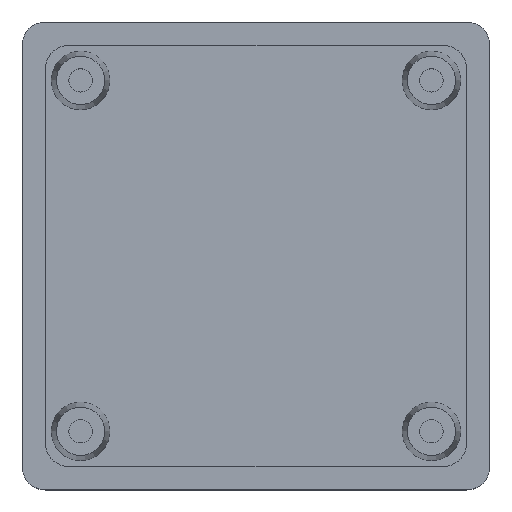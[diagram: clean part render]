
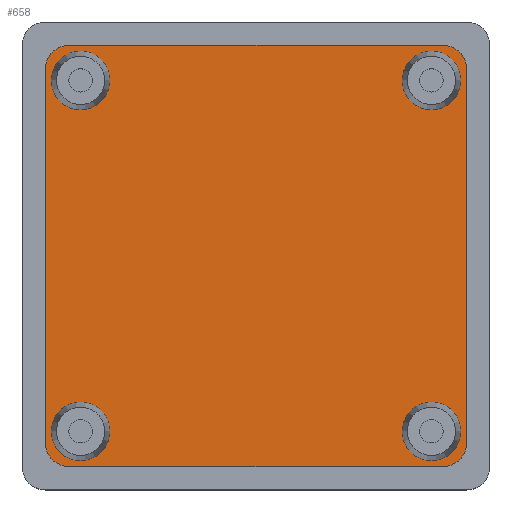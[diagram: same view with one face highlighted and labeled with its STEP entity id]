
A CAD part, top view. The second image highlights one B-rep face of the part: STEP entity #658.
In plain terms, the highlighted planar face has unit normal (0, 0, 1).
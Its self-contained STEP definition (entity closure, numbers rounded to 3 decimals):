
#19=FACE_BOUND('',#127,.T.);
#20=FACE_BOUND('',#128,.T.);
#21=FACE_BOUND('',#129,.T.);
#22=FACE_BOUND('',#130,.T.);
#28=PLANE('',#745);
#79=FACE_OUTER_BOUND('',#126,.T.);
#126=EDGE_LOOP('',(#506,#507,#508,#509,#510,#511,#512,#513));
#127=EDGE_LOOP('',(#514));
#128=EDGE_LOOP('',(#515));
#129=EDGE_LOOP('',(#516));
#130=EDGE_LOOP('',(#517));
#182=LINE('',#1104,#230);
#183=LINE('',#1108,#231);
#184=LINE('',#1112,#232);
#185=LINE('',#1116,#233);
#230=VECTOR('',#884,1000.);
#231=VECTOR('',#887,1000.);
#232=VECTOR('',#890,1000.);
#233=VECTOR('',#893,1000.);
#276=CIRCLE('',#729,2.5);
#279=CIRCLE('',#734,2.5);
#282=CIRCLE('',#739,2.5);
#285=CIRCLE('',#744,2.5);
#286=CIRCLE('',#746,2.);
#287=CIRCLE('',#747,2.);
#288=CIRCLE('',#748,2.);
#289=CIRCLE('',#749,2.);
#320=VERTEX_POINT('',#1068);
#323=VERTEX_POINT('',#1078);
#326=VERTEX_POINT('',#1088);
#329=VERTEX_POINT('',#1098);
#330=VERTEX_POINT('',#1102);
#331=VERTEX_POINT('',#1103);
#332=VERTEX_POINT('',#1105);
#333=VERTEX_POINT('',#1107);
#334=VERTEX_POINT('',#1109);
#335=VERTEX_POINT('',#1111);
#336=VERTEX_POINT('',#1113);
#337=VERTEX_POINT('',#1115);
#381=EDGE_CURVE('',#320,#320,#276,.T.);
#386=EDGE_CURVE('',#323,#323,#279,.T.);
#391=EDGE_CURVE('',#326,#326,#282,.T.);
#396=EDGE_CURVE('',#329,#329,#285,.T.);
#398=EDGE_CURVE('',#330,#331,#182,.T.);
#399=EDGE_CURVE('',#331,#332,#286,.T.);
#400=EDGE_CURVE('',#332,#333,#183,.T.);
#401=EDGE_CURVE('',#333,#334,#287,.T.);
#402=EDGE_CURVE('',#334,#335,#184,.T.);
#403=EDGE_CURVE('',#335,#336,#288,.T.);
#404=EDGE_CURVE('',#336,#337,#185,.T.);
#405=EDGE_CURVE('',#337,#330,#289,.T.);
#506=ORIENTED_EDGE('',*,*,#398,.T.);
#507=ORIENTED_EDGE('',*,*,#399,.T.);
#508=ORIENTED_EDGE('',*,*,#400,.T.);
#509=ORIENTED_EDGE('',*,*,#401,.T.);
#510=ORIENTED_EDGE('',*,*,#402,.T.);
#511=ORIENTED_EDGE('',*,*,#403,.T.);
#512=ORIENTED_EDGE('',*,*,#404,.T.);
#513=ORIENTED_EDGE('',*,*,#405,.T.);
#514=ORIENTED_EDGE('',*,*,#396,.F.);
#515=ORIENTED_EDGE('',*,*,#391,.F.);
#516=ORIENTED_EDGE('',*,*,#386,.F.);
#517=ORIENTED_EDGE('',*,*,#381,.F.);
#658=ADVANCED_FACE('',(#79,#19,#20,#21,#22),#28,.T.);
#729=AXIS2_PLACEMENT_3D('',#1069,#843,#844);
#734=AXIS2_PLACEMENT_3D('',#1079,#855,#856);
#739=AXIS2_PLACEMENT_3D('',#1089,#867,#868);
#744=AXIS2_PLACEMENT_3D('',#1099,#879,#880);
#745=AXIS2_PLACEMENT_3D('',#1101,#882,#883);
#746=AXIS2_PLACEMENT_3D('',#1106,#885,#886);
#747=AXIS2_PLACEMENT_3D('',#1110,#888,#889);
#748=AXIS2_PLACEMENT_3D('',#1114,#891,#892);
#749=AXIS2_PLACEMENT_3D('',#1117,#894,#895);
#843=DIRECTION('center_axis',(0.,0.,1.));
#844=DIRECTION('ref_axis',(1.,0.,0.));
#855=DIRECTION('center_axis',(0.,0.,1.));
#856=DIRECTION('ref_axis',(1.,0.,0.));
#867=DIRECTION('center_axis',(0.,0.,1.));
#868=DIRECTION('ref_axis',(1.,0.,0.));
#879=DIRECTION('center_axis',(0.,0.,1.));
#880=DIRECTION('ref_axis',(1.,0.,0.));
#882=DIRECTION('center_axis',(0.,0.,1.));
#883=DIRECTION('ref_axis',(1.,0.,0.));
#884=DIRECTION('',(1.,0.,0.));
#885=DIRECTION('center_axis',(0.,0.,1.));
#886=DIRECTION('ref_axis',(1.,0.,0.));
#887=DIRECTION('',(0.,1.,0.));
#888=DIRECTION('center_axis',(0.,0.,1.));
#889=DIRECTION('ref_axis',(1.,0.,0.));
#890=DIRECTION('',(-1.,0.,0.));
#891=DIRECTION('center_axis',(0.,0.,1.));
#892=DIRECTION('ref_axis',(1.,0.,0.));
#893=DIRECTION('',(0.,-1.,0.));
#894=DIRECTION('center_axis',(0.,0.,1.));
#895=DIRECTION('ref_axis',(1.,0.,0.));
#1068=CARTESIAN_POINT('',(-37.872,-15.096,3.));
#1069=CARTESIAN_POINT('Origin',(-40.372,-15.096,3.));
#1078=CARTESIAN_POINT('',(-7.872,-15.096,3.));
#1079=CARTESIAN_POINT('Origin',(-10.372,-15.096,3.));
#1088=CARTESIAN_POINT('',(-7.872,14.904,3.));
#1089=CARTESIAN_POINT('Origin',(-10.372,14.904,3.));
#1098=CARTESIAN_POINT('',(-37.872,14.904,3.));
#1099=CARTESIAN_POINT('Origin',(-40.372,14.904,3.));
#1101=CARTESIAN_POINT('Origin',(-43.372,-18.096,3.));
#1102=CARTESIAN_POINT('',(-41.372,-18.096,3.));
#1103=CARTESIAN_POINT('',(-9.372,-18.096,3.));
#1104=CARTESIAN_POINT('',(-43.372,-18.096,3.));
#1105=CARTESIAN_POINT('',(-7.372,-16.096,3.));
#1106=CARTESIAN_POINT('Origin',(-9.372,-16.096,3.));
#1107=CARTESIAN_POINT('',(-7.372,15.904,3.));
#1108=CARTESIAN_POINT('',(-7.372,17.904,3.));
#1109=CARTESIAN_POINT('',(-9.372,17.904,3.));
#1110=CARTESIAN_POINT('Origin',(-9.372,15.904,3.));
#1111=CARTESIAN_POINT('',(-41.372,17.904,3.));
#1112=CARTESIAN_POINT('',(-43.372,17.904,3.));
#1113=CARTESIAN_POINT('',(-43.372,15.904,3.));
#1114=CARTESIAN_POINT('Origin',(-41.372,15.904,3.));
#1115=CARTESIAN_POINT('',(-43.372,-16.096,3.));
#1116=CARTESIAN_POINT('',(-43.372,17.904,3.));
#1117=CARTESIAN_POINT('Origin',(-41.372,-16.096,3.));
